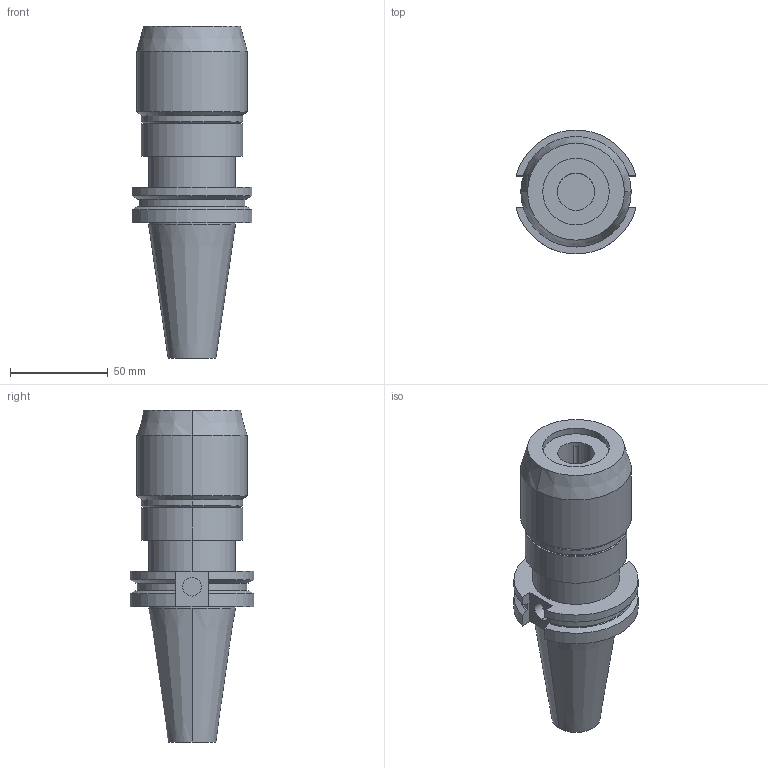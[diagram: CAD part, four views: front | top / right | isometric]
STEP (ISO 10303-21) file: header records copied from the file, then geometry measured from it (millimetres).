
FILE_DESCRIPTION (( 'STEP AP203' ), '1' );
FILE_NAME ('STP-43.463G.64.400.STEP', '2017-12-21T06:40:39', ( '' ), ( '' ), 'SwSTEP 2.0', 'SolidWorks 2015', '' );
FILE_SCHEMA (( 'CONFIG_CONTROL_DESIGN' ));
Length unit declared in the file: millimetre
Products named in the file (1): STP-43.463G.64.400
Bounding box: 61.35 x 63.26 x 169.85 mm (x, y, z)
Volume: 262089.5 mm3; surface area: 39626.5 mm2
Topology: 1 solids, 1 shells, 76 faces, 180 edges, 115 vertices
Faces by surface type: cylinder 36, plane 26, cone 14
Entity records: 2289 total; most frequent: DIRECTION 414, CARTESIAN_POINT 394, ORIENTED_EDGE 356, EDGE_CURVE 178, AXIS2_PLACEMENT_3D 167, VERTEX_POINT 115, CIRCLE 90, EDGE_LOOP 87
